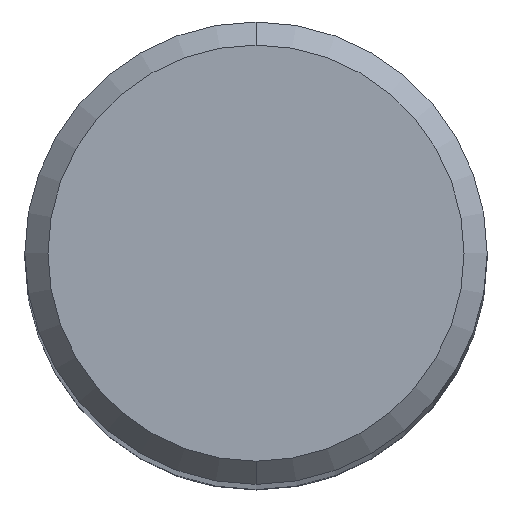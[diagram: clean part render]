
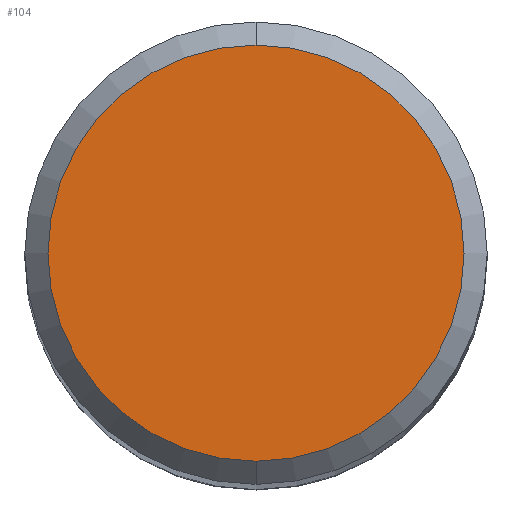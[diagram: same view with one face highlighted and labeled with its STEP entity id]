
A CAD part, top view. The second image highlights one B-rep face of the part: STEP entity #104.
In plain terms, the highlighted planar face has unit normal (0, 0, 1).
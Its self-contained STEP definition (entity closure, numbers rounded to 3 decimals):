
#82=VERTEX_POINT('',#178);
#86=VERTEX_POINT('',#184);
#104=ADVANCED_FACE('',(#203),#204,.T.);
#126=EDGE_CURVE('',#82,#86,#227,.T.);
#132=EDGE_CURVE('',#86,#82,#234,.T.);
#178=CARTESIAN_POINT('',(0.0,3.6,0.0));
#184=CARTESIAN_POINT('',(0.,-3.6,0.0));
#203=FACE_OUTER_BOUND('',#307,.T.);
#204=PLANE('',#308);
#227=CIRCLE('',#340,3.6);
#234=CIRCLE('',#349,3.6);
#307=EDGE_LOOP('',(#420,#421));
#308=AXIS2_PLACEMENT_3D('',#422,#423,#424);
#340=AXIS2_PLACEMENT_3D('',#447,#448,#449);
#349=AXIS2_PLACEMENT_3D('',#459,#460,#461);
#420=ORIENTED_EDGE('',*,*,#126,.F.);
#421=ORIENTED_EDGE('',*,*,#132,.F.);
#422=CARTESIAN_POINT('',(0.0,1.8,0.0));
#423=DIRECTION('',(-0.0,0.0,1.0));
#424=DIRECTION('',(0.0,-1.0,0.0));
#447=CARTESIAN_POINT('',(0.0,0.0,0.0));
#448=DIRECTION('',(0.0,0.0,-1.0));
#449=DIRECTION('',(0.0,1.0,0.0));
#459=CARTESIAN_POINT('',(0.0,0.0,0.0));
#460=DIRECTION('',(0.0,0.0,-1.0));
#461=DIRECTION('',(0.0,1.0,0.0));
